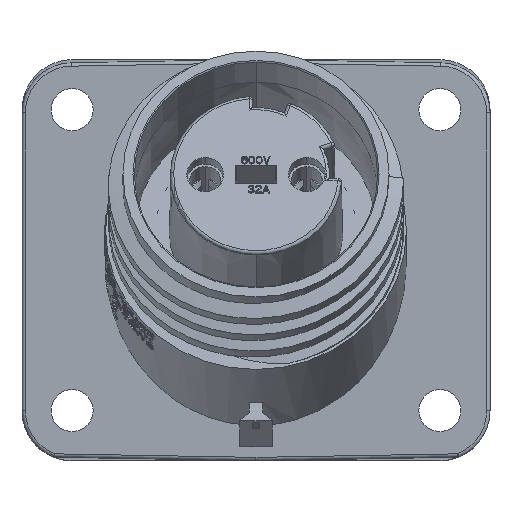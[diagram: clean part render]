
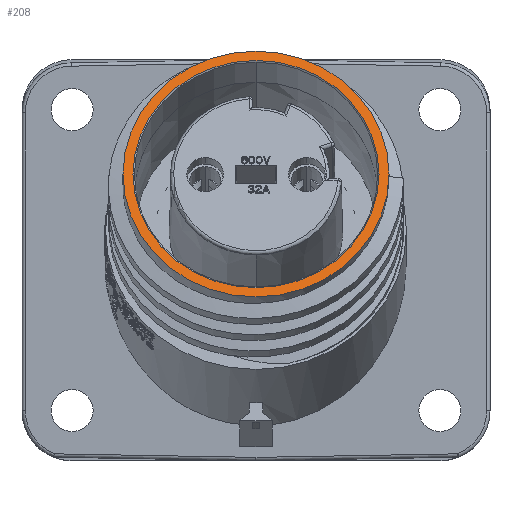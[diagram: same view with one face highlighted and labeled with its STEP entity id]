
A CAD part, top view. The second image highlights one B-rep face of the part: STEP entity #208.
In plain terms, the highlighted planar face has unit normal (0, 0.383, 0.924).
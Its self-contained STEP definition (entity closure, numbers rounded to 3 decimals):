
#208=ADVANCED_FACE('',(#3709,#3710),#3711,.T.);
#3709=FACE_OUTER_BOUND('',#13011,.T.);
#3710=FACE_BOUND('',#13012,.T.);
#3711=PLANE('',#13013);
#13011=EDGE_LOOP('',(#22672,#22673));
#13012=EDGE_LOOP('',(#22674,#22675,#22676,#22677));
#13013=AXIS2_PLACEMENT_3D('',#22678,#22679,#22680);
#22672=ORIENTED_EDGE('',*,*,#49546,.T.);
#22673=ORIENTED_EDGE('',*,*,#49549,.T.);
#22674=ORIENTED_EDGE('',*,*,#47253,.T.);
#22675=ORIENTED_EDGE('',*,*,#49550,.T.);
#22676=ORIENTED_EDGE('',*,*,#49551,.T.);
#22677=ORIENTED_EDGE('',*,*,#47258,.T.);
#22678=CARTESIAN_POINT('',(0.0,43.036,19.401));
#22679=DIRECTION('',(0.0,0.383,0.924));
#22680=DIRECTION('',(1.0,-0.0,0.0));
#47253=EDGE_CURVE('',#56454,#56451,#56455,.T.);
#47258=EDGE_CURVE('',#56460,#56454,#56463,.T.);
#49546=EDGE_CURVE('',#60905,#60906,#60907,.T.);
#49549=EDGE_CURVE('',#60906,#60905,#60910,.T.);
#49550=EDGE_CURVE('',#56451,#60911,#60912,.T.);
#49551=EDGE_CURVE('',#60911,#56460,#60913,.T.);
#56451=VERTEX_POINT('',#71933);
#56454=VERTEX_POINT('',#71937);
#56455=CIRCLE('',#71938,18.4);
#56460=VERTEX_POINT('',#71944);
#56463=CIRCLE('',#71948,18.4);
#60905=VERTEX_POINT('',#81856);
#60906=VERTEX_POINT('',#81857);
#60907=CIRCLE('',#81858,19.9);
#60910=CIRCLE('',#81863,19.9);
#60911=VERTEX_POINT('',#81864);
#60912=CIRCLE('',#81865,18.4);
#60913=CIRCLE('',#81866,18.4);
#71933=CARTESIAN_POINT('',(-18.4,12.82,31.918));
#71937=CARTESIAN_POINT('',(0.,-4.179,38.959));
#71938=AXIS2_PLACEMENT_3D('',#101174,#101175,#101176);
#71944=CARTESIAN_POINT('',(18.4,12.82,31.918));
#71948=AXIS2_PLACEMENT_3D('',#101185,#101186,#101187);
#81856=CARTESIAN_POINT('',(19.9,12.82,31.918));
#81857=CARTESIAN_POINT('',(-19.9,12.82,31.918));
#81858=AXIS2_PLACEMENT_3D('',#103518,#103519,#103520);
#81863=AXIS2_PLACEMENT_3D('',#103523,#103524,#103525);
#81864=CARTESIAN_POINT('',(0.,29.819,24.876));
#81865=AXIS2_PLACEMENT_3D('',#103526,#103527,#103528);
#81866=AXIS2_PLACEMENT_3D('',#103529,#103530,#103531);
#101174=CARTESIAN_POINT('',(0.,12.82,31.918));
#101175=DIRECTION('',(0.0,-0.383,-0.924));
#101176=DIRECTION('',(0.0,-0.924,0.383));
#101185=CARTESIAN_POINT('',(0.,12.82,31.918));
#101186=DIRECTION('',(0.0,-0.383,-0.924));
#101187=DIRECTION('',(0.0,0.924,-0.383));
#103518=CARTESIAN_POINT('',(0.0,12.82,31.918));
#103519=DIRECTION('',(-0.0,0.383,0.924));
#103520=DIRECTION('',(1.0,0.0,0.0));
#103523=CARTESIAN_POINT('',(0.0,12.82,31.918));
#103524=DIRECTION('',(0.0,0.383,0.924));
#103525=DIRECTION('',(-1.0,0.0,0.0));
#103526=CARTESIAN_POINT('',(0.,12.82,31.918));
#103527=DIRECTION('',(0.0,-0.383,-0.924));
#103528=DIRECTION('',(0.0,-0.924,0.383));
#103529=CARTESIAN_POINT('',(0.,12.82,31.918));
#103530=DIRECTION('',(0.0,-0.383,-0.924));
#103531=DIRECTION('',(0.0,0.924,-0.383));
